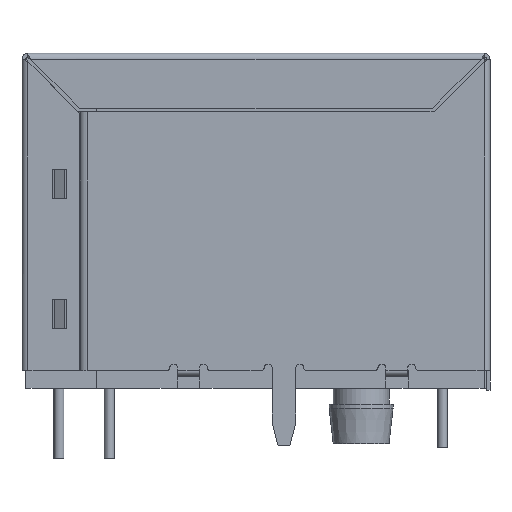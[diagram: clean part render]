
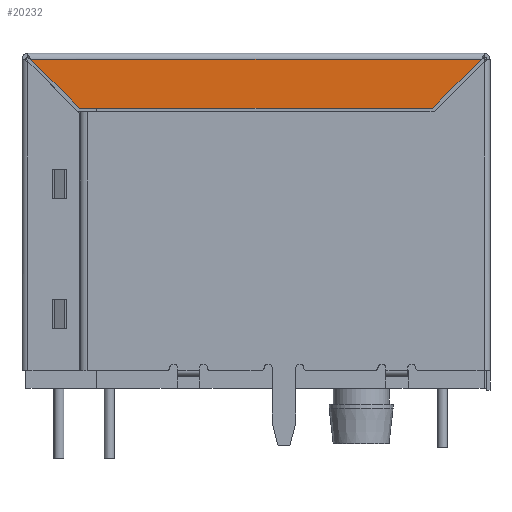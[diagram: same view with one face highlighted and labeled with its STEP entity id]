
A CAD part, left-side view. The second image highlights one B-rep face of the part: STEP entity #20232.
In plain terms, the highlighted planar face has unit normal (-1, 0, 0).
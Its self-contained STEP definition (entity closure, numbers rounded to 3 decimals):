
#954=LINE('',#27945,#2380);
#960=LINE('',#27959,#2386);
#962=LINE('',#27963,#2388);
#963=LINE('',#27964,#2389);
#2380=VECTOR('',#22831,1000.);
#2386=VECTOR('',#22839,1000.);
#2388=VECTOR('',#22843,1000.);
#2389=VECTOR('',#22844,1000.);
#4304=ORIENTED_EDGE('',*,*,#8486,.T.);
#4305=ORIENTED_EDGE('',*,*,#8478,.F.);
#4306=ORIENTED_EDGE('',*,*,#8487,.F.);
#4307=ORIENTED_EDGE('',*,*,#8484,.F.);
#8478=EDGE_CURVE('',#10570,#10571,#954,.T.);
#8484=EDGE_CURVE('',#10576,#10577,#960,.T.);
#8486=EDGE_CURVE('',#10576,#10571,#962,.T.);
#8487=EDGE_CURVE('',#10577,#10570,#963,.T.);
#10570=VERTEX_POINT('',#27946);
#10571=VERTEX_POINT('',#27947);
#10576=VERTEX_POINT('',#27958);
#10577=VERTEX_POINT('',#27960);
#12044=EDGE_LOOP('',(#4304,#4305,#4306,#4307));
#12978=FACE_BOUND('',#12044,.T.);
#13858=PLANE('',#21197);
#20232=ADVANCED_FACE('',(#12978),#13858,.F.);
#21197=AXIS2_PLACEMENT_3D('',#27962,#22841,#22842);
#22831=DIRECTION('',(0.,0.707,0.707));
#22839=DIRECTION('',(0.,0.707,-0.707));
#22841=DIRECTION('',(1.,0.,0.));
#22842=DIRECTION('',(0.,0.,-1.));
#22843=DIRECTION('',(0.,1.,0.));
#22844=DIRECTION('',(0.,1.,0.));
#27945=CARTESIAN_POINT('',(-8.3,8.9,5.23));
#27946=CARTESIAN_POINT('',(-8.3,8.9,5.23));
#27947=CARTESIAN_POINT('',(-8.3,11.37,7.7));
#27958=CARTESIAN_POINT('',(-8.3,-11.37,7.7));
#27959=CARTESIAN_POINT('',(-8.3,-11.5,7.83));
#27960=CARTESIAN_POINT('',(-8.3,-8.9,5.23));
#27962=CARTESIAN_POINT('',(-8.3,0.,0.));
#27963=CARTESIAN_POINT('',(-8.3,-11.37,7.7));
#27964=CARTESIAN_POINT('',(-8.3,-8.9,5.23));
